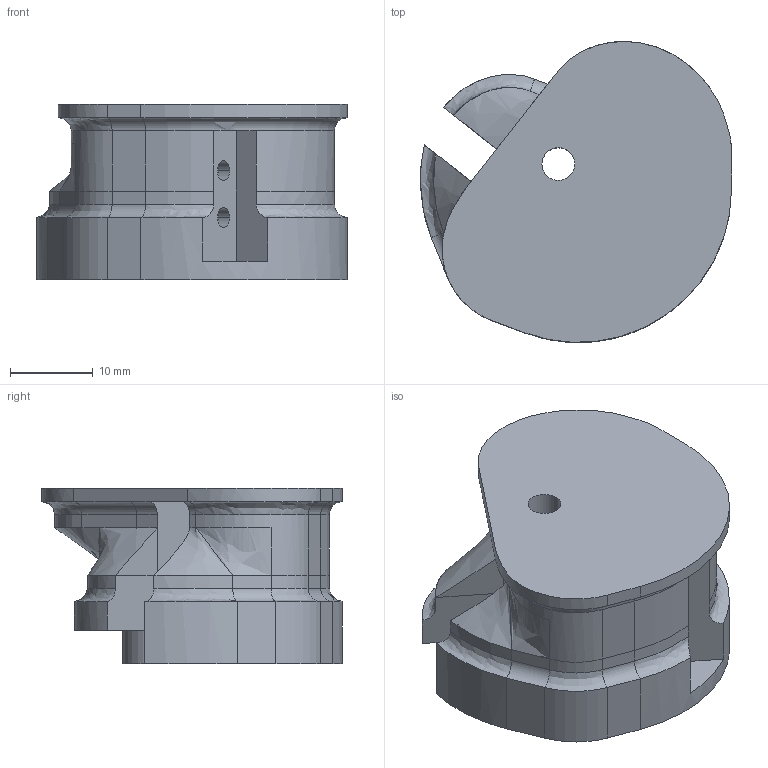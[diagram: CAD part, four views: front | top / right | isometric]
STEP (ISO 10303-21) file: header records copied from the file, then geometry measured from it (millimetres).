
FILE_DESCRIPTION (( 'STEP AP214' ), '1' );
FILE_NAME ('cam-transmission_v2.STEP', '2025-10-08T20:27:11', ( '' ), ( '' ), 'SwSTEP 2.0', 'SolidWorks 2025', '' );
FILE_SCHEMA (( 'AUTOMOTIVE_DESIGN' ));
Length unit declared in the file: millimetre
Products named in the file (1): cam-transmission_v2
Bounding box: 37.6 x 36.36 x 21.17 mm (x, y, z)
Volume: 12553.2 mm3; surface area: 7132.1 mm2
Topology: 4 solids, 4 shells, 124 faces, 318 edges, 202 vertices
Faces by surface type: plane 56, cylinder 42, bspline 25, torus 1
Entity records: 5671 total; most frequent: CARTESIAN_POINT 2718, ORIENTED_EDGE 636, DIRECTION 538, EDGE_CURVE 318, VERTEX_POINT 202, VECTOR 188, LINE 188, AXIS2_PLACEMENT_3D 175
